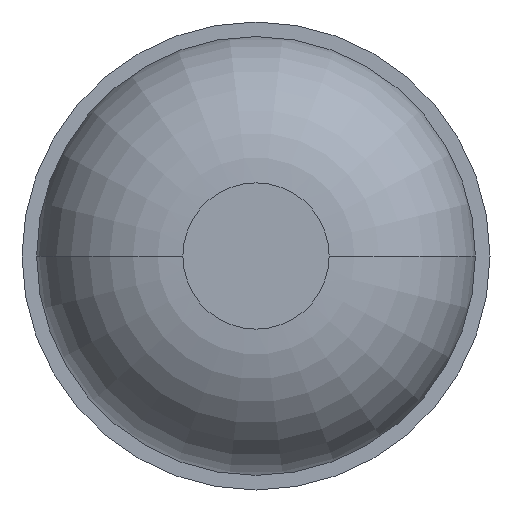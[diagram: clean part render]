
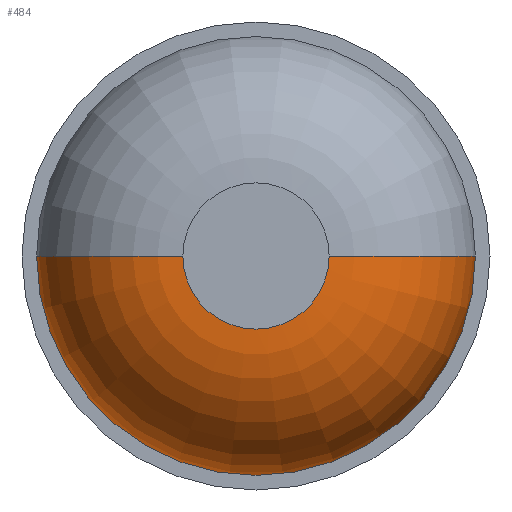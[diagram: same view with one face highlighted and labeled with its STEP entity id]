
A CAD part, front view. The second image highlights one B-rep face of the part: STEP entity #484.
In plain terms, the highlighted toroidal (fillet/blend) face has major radius 0.125 mm and minor radius 0.25 mm.
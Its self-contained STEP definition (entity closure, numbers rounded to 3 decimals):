
#26 = DIRECTION ( 'NONE',  ( 1., 0., 0. ) ) ;
#296 = VERTEX_POINT ( 'NONE', #2434 ) ;
#318 = CARTESIAN_POINT ( 'NONE',  ( 0., -31.05, 0. ) ) ;
#484 = ADVANCED_FACE ( 'Defeature ausgef�hrt1_2', ( #1026 ), #2177, .T. ) ;
#624 = AXIS2_PLACEMENT_3D ( 'NONE', #1730, #3452, #1705 ) ;
#629 = DIRECTION ( 'NONE',  ( 0., 1., 0. ) ) ;
#905 = DIRECTION ( 'NONE',  ( 1., 0., 0. ) ) ;
#924 = CIRCLE ( 'NONE', #624, 0.25 ) ;
#1026 = FACE_OUTER_BOUND ( 'NONE', #3362, .T. ) ;
#1055 = DIRECTION ( 'NONE',  ( 0., -1., 0. ) ) ;
#1069 = EDGE_CURVE ( 'Defeature ausgef�hrt1_1+Defeature ausgef�hrt1_2+Defeature ausgef�hrt1_2+Defeature ausgef�hrt1_2', #2153, #296, #1111, .T. ) ;
#1111 = CIRCLE ( 'NONE', #3668, 0.125 ) ;
#1165 = AXIS2_PLACEMENT_3D ( 'NONE', #2940, #629, #905 ) ;
#1191 = CARTESIAN_POINT ( 'NONE',  ( 0.375, -31.05, 0. ) ) ;
#1414 = AXIS2_PLACEMENT_3D ( 'NONE', #1462, #3495, #3472 ) ;
#1442 = ORIENTED_EDGE ( 'NONE', *, *, #1069, .F. ) ;
#1462 = CARTESIAN_POINT ( 'NONE',  ( 0.125, -31.05, 0. ) ) ;
#1494 = VERTEX_POINT ( 'NONE', #3389 ) ;
#1538 = ORIENTED_EDGE ( 'NONE', *, *, #3099, .T. ) ;
#1681 = ORIENTED_EDGE ( 'NONE', *, *, #2146, .F. ) ;
#1705 = DIRECTION ( 'NONE',  ( -1., 0., 0. ) ) ;
#1730 = CARTESIAN_POINT ( 'NONE',  ( -0.125, -31.05, 0. ) ) ;
#1930 = CARTESIAN_POINT ( 'NONE',  ( 0., -31.3, 0. ) ) ;
#2062 = AXIS2_PLACEMENT_3D ( 'NONE', #318, #3542, #26 ) ;
#2093 = VERTEX_POINT ( 'NONE', #1191 ) ;
#2146 = EDGE_CURVE ( 'Defeature ausgef�hrt1_0+Defeature ausgef�hrt1_2+Defeature ausgef�hrt1_2+Defeature ausgef�hrt1_2', #2093, #1494, #2807, .T. ) ;
#2153 = VERTEX_POINT ( 'NONE', #2928 ) ;
#2177 = TOROIDAL_SURFACE ( 'NONE', #2062, 0.125, 0.25 ) ;
#2434 = CARTESIAN_POINT ( 'NONE',  ( 0.125, -31.3, 0. ) ) ;
#2576 = CIRCLE ( 'NONE', #1414, 0.25 ) ;
#2807 = CIRCLE ( 'NONE', #1165, 0.375 ) ;
#2928 = CARTESIAN_POINT ( 'NONE',  ( -0.125, -31.3, 0. ) ) ;
#2940 = CARTESIAN_POINT ( 'NONE',  ( 0., -31.05, 0. ) ) ;
#3099 = EDGE_CURVE ( 'NONE', #2153, #1494, #924, .T. ) ;
#3103 = DIRECTION ( 'NONE',  ( 1., 0., 0. ) ) ;
#3225 = ORIENTED_EDGE ( 'NONE', *, *, #3683, .F. ) ;
#3362 = EDGE_LOOP ( 'NONE', ( #1442, #1538, #1681, #3225 ) ) ;
#3389 = CARTESIAN_POINT ( 'NONE',  ( -0.375, -31.05, 0. ) ) ;
#3452 = DIRECTION ( 'NONE',  ( 0., 0., -1. ) ) ;
#3472 = DIRECTION ( 'NONE',  ( 1., 0., 0. ) ) ;
#3495 = DIRECTION ( 'NONE',  ( 0., 0., 1. ) ) ;
#3542 = DIRECTION ( 'NONE',  ( 0., 1., 0. ) ) ;
#3668 = AXIS2_PLACEMENT_3D ( 'NONE', #1930, #1055, #3103 ) ;
#3683 = EDGE_CURVE ( 'NONE', #296, #2093, #2576, .T. ) ;
